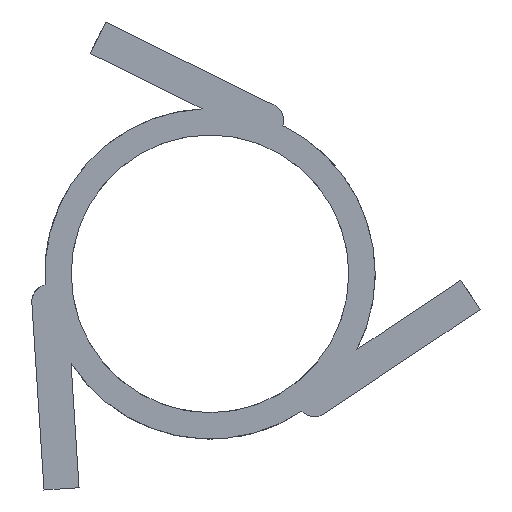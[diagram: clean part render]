
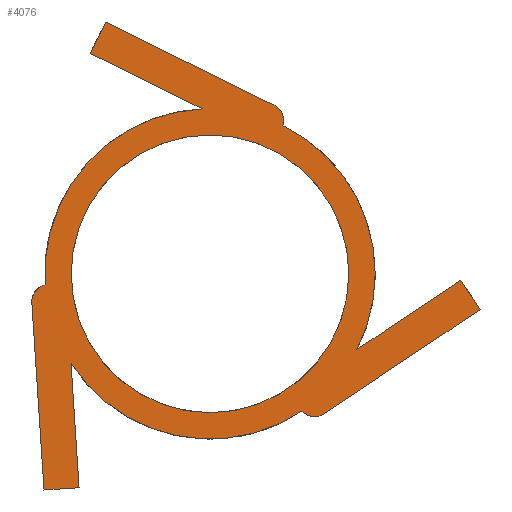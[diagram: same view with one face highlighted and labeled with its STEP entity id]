
A CAD part, front view. The second image highlights one B-rep face of the part: STEP entity #4076.
In plain terms, the highlighted planar face has unit normal (0, -1, 0).
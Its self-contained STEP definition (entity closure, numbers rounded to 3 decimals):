
#3202=CARTESIAN_POINT('',(0.,8.,39.5));
#3203=VERTEX_POINT('',#3202);
#3210=CARTESIAN_POINT('',(0.,8.,-39.5));
#3211=VERTEX_POINT('',#3210);
#3212=CARTESIAN_POINT('',(0.,8.,0.));
#3213=DIRECTION('',(0.,0.,-1.));
#3214=DIRECTION('',(0.,1.,0.));
#3215=AXIS2_PLACEMENT_3D('',#3212,#3214,#3213);
#3216=CIRCLE('',#3215,39.5);
#3217=EDGE_CURVE('',#3211,#3203,#3216,.T.);
#3254=CARTESIAN_POINT('',(0.,8.,0.));
#3255=DIRECTION('',(0.,0.,1.));
#3256=DIRECTION('',(0.,1.,0.));
#3257=AXIS2_PLACEMENT_3D('',#3254,#3256,#3255);
#3258=CIRCLE('',#3257,39.5);
#3259=EDGE_CURVE('',#3203,#3211,#3258,.T.);
#3383=CARTESIAN_POINT('',(-34.07,8.,62.684));
#3384=VERTEX_POINT('',#3383);
#3385=CARTESIAN_POINT('',(-2.259,8.,46.946));
#3386=VERTEX_POINT('',#3385);
#3387=CARTESIAN_POINT('',(-34.07,8.,62.684));
#3388=DIRECTION('',(0.896,0.,-0.443));
#3389=VECTOR('',#3388,35.491);
#3390=LINE('',#3387,#3389);
#3391=EDGE_CURVE('',#3384,#3386,#3390,.T.);
#3445=CARTESIAN_POINT('',(-37.251,8.,-60.847));
#3446=VERTEX_POINT('',#3445);
#3447=CARTESIAN_POINT('',(-39.527,8.,-25.429));
#3448=VERTEX_POINT('',#3447);
#3449=CARTESIAN_POINT('',(-37.251,8.,-60.847));
#3450=DIRECTION('',(-0.064,0.,0.998));
#3451=VECTOR('',#3450,35.491);
#3452=LINE('',#3449,#3451);
#3453=EDGE_CURVE('',#3446,#3448,#3452,.T.);
#3491=CARTESIAN_POINT('',(71.32,8.,-1.837));
#3492=VERTEX_POINT('',#3491);
#3493=CARTESIAN_POINT('',(41.786,8.,-21.517));
#3494=VERTEX_POINT('',#3493);
#3495=CARTESIAN_POINT('',(71.32,8.,-1.837));
#3496=DIRECTION('',(-0.832,0.,-0.555));
#3497=VECTOR('',#3496,35.491);
#3498=LINE('',#3495,#3497);
#3499=EDGE_CURVE('',#3492,#3494,#3498,.T.);
#3537=CARTESIAN_POINT('',(-29.642,8.,71.65));
#3538=VERTEX_POINT('',#3537);
#3554=CARTESIAN_POINT('',(-29.642,8.,71.65));
#3555=DIRECTION('',(-0.443,0.,-0.897));
#3556=VECTOR('',#3555,10.);
#3557=LINE('',#3554,#3556);
#3558=EDGE_CURVE('',#3538,#3384,#3557,.T.);
#3579=CARTESIAN_POINT('',(-47.23,8.,-61.496));
#3580=VERTEX_POINT('',#3579);
#3596=CARTESIAN_POINT('',(-47.23,8.,-61.496));
#3597=DIRECTION('',(0.998,0.,0.065));
#3598=VECTOR('',#3597,10.);
#3599=LINE('',#3596,#3598);
#3600=EDGE_CURVE('',#3580,#3446,#3599,.T.);
#3637=CARTESIAN_POINT('',(76.872,8.,-10.154));
#3638=VERTEX_POINT('',#3637);
#3654=CARTESIAN_POINT('',(76.872,8.,-10.154));
#3655=DIRECTION('',(-0.555,0.,0.832));
#3656=VECTOR('',#3655,10.);
#3657=LINE('',#3654,#3656);
#3658=EDGE_CURVE('',#3638,#3492,#3657,.T.);
#3805=CARTESIAN_POINT('',(32.523,8.,-39.756));
#3806=VERTEX_POINT('',#3805);
#3813=CARTESIAN_POINT('',(32.523,8.,-39.756));
#3814=DIRECTION('',(0.832,0.,0.555));
#3815=VECTOR('',#3814,53.321);
#3816=LINE('',#3813,#3815);
#3817=EDGE_CURVE('',#3806,#3638,#3816,.T.);
#3836=CARTESIAN_POINT('',(18.168,8.,48.044));
#3837=VERTEX_POINT('',#3836);
#3844=CARTESIAN_POINT('',(18.168,8.,48.044));
#3845=DIRECTION('',(-0.897,0.,0.443));
#3846=VECTOR('',#3845,53.321);
#3847=LINE('',#3844,#3846);
#3848=EDGE_CURVE('',#3837,#3538,#3847,.T.);
#3867=CARTESIAN_POINT('',(-50.692,8.,-8.288));
#3868=VERTEX_POINT('',#3867);
#3875=CARTESIAN_POINT('',(-50.692,8.,-8.288));
#3876=DIRECTION('',(0.065,0.,-0.998));
#3877=VECTOR('',#3876,53.321);
#3878=LINE('',#3875,#3877);
#3879=EDGE_CURVE('',#3868,#3580,#3878,.T.);
#3939=CARTESIAN_POINT('',(26.14,8.,-39.06));
#3940=VERTEX_POINT('',#3939);
#3947=CARTESIAN_POINT('',(0.,8.,0.));
#3948=DIRECTION('',(0.556,0.,-0.831));
#3949=DIRECTION('',(0.,1.,0.));
#3950=AXIS2_PLACEMENT_3D('',#3947,#3949,#3948);
#3951=CIRCLE('',#3950,47.);
#3952=EDGE_CURVE('',#3940,#3448,#3951,.T.);
#3983=CARTESIAN_POINT('',(20.757,8.,42.168));
#3984=VERTEX_POINT('',#3983);
#3991=CARTESIAN_POINT('',(0.,8.,0.));
#3992=DIRECTION('',(0.442,0.,0.897));
#3993=DIRECTION('',(0.,1.,0.));
#3994=AXIS2_PLACEMENT_3D('',#3991,#3993,#3992);
#3995=CIRCLE('',#3994,47.);
#3996=EDGE_CURVE('',#3984,#3494,#3995,.T.);
#4014=CARTESIAN_POINT('',(-46.897,8.,-3.108));
#4015=VERTEX_POINT('',#4014);
#4022=CARTESIAN_POINT('',(0.,8.,0.));
#4023=DIRECTION('',(-0.998,0.,-0.066));
#4024=DIRECTION('',(0.,1.,0.));
#4025=AXIS2_PLACEMENT_3D('',#4022,#4024,#4023);
#4026=CIRCLE('',#4025,47.);
#4027=EDGE_CURVE('',#4015,#3386,#4026,.T.);
#4032=CARTESIAN_POINT('',(84.756,8.,-3.299));
#4033=DIRECTION('',(0.,0.,1.));
#4034=DIRECTION('',(0.,-1.,0.));
#4035=AXIS2_PLACEMENT_3D('',#4032,#4034,#4033);
#4036=PLANE('',#4035);
#4037=ORIENTED_EDGE('',*,*,#3879,.T.);
#4038=ORIENTED_EDGE('',*,*,#3600,.T.);
#4039=ORIENTED_EDGE('',*,*,#3453,.T.);
#4040=ORIENTED_EDGE('',*,*,#3952,.F.);
#4041=CARTESIAN_POINT('',(29.747,8.,-35.598));
#4042=DIRECTION('',(-0.721,0.,-0.692));
#4043=DIRECTION('',(0.,-1.,0.));
#4044=AXIS2_PLACEMENT_3D('',#4041,#4043,#4042);
#4045=CIRCLE('',#4044,5.);
#4046=EDGE_CURVE('',#3940,#3806,#4045,.T.);
#4047=ORIENTED_EDGE('E395',*,*,#4046,.T.);
#4048=ORIENTED_EDGE('E395',*,*,#3817,.T.);
#4049=ORIENTED_EDGE('E395',*,*,#3658,.T.);
#4050=ORIENTED_EDGE('E395',*,*,#3499,.T.);
#4051=ORIENTED_EDGE('E395',*,*,#3996,.F.);
#4052=CARTESIAN_POINT('',(15.955,8.,43.561));
#4053=DIRECTION('',(0.96,0.,-0.279));
#4054=DIRECTION('',(0.,-1.,0.));
#4055=AXIS2_PLACEMENT_3D('',#4052,#4054,#4053);
#4056=CIRCLE('',#4055,5.);
#4057=EDGE_CURVE('',#3984,#3837,#4056,.T.);
#4058=ORIENTED_EDGE('E396',*,*,#4057,.T.);
#4059=ORIENTED_EDGE('E396',*,*,#3848,.T.);
#4060=ORIENTED_EDGE('E396',*,*,#3558,.T.);
#4061=ORIENTED_EDGE('E396',*,*,#3391,.T.);
#4062=ORIENTED_EDGE('E396',*,*,#4027,.F.);
#4063=CARTESIAN_POINT('',(-45.702,8.,-7.963));
#4064=DIRECTION('',(-0.239,0.,0.971));
#4065=DIRECTION('',(0.,-1.,0.));
#4066=AXIS2_PLACEMENT_3D('',#4063,#4065,#4064);
#4067=CIRCLE('',#4066,5.);
#4068=EDGE_CURVE('',#4015,#3868,#4067,.T.);
#4069=ORIENTED_EDGE('E394',*,*,#4068,.T.);
#4070=EDGE_LOOP('',(#4037,#4038,#4039,#4040,#4047,#4048,#4049,#4050,#4051,#4058,#4059,#4060,#4061,#4062,#4069));
#4071=FACE_OUTER_BOUND('',#4070,.T.);
#4072=ORIENTED_EDGE('',*,*,#3259,.T.);
#4073=ORIENTED_EDGE('',*,*,#3217,.T.);
#4074=EDGE_LOOP('',(#4072,#4073));
#4075=FACE_BOUND('',#4074,.T.);
#4076=ADVANCED_FACE('F33',(#4071,#4075),#4036,.T.);
